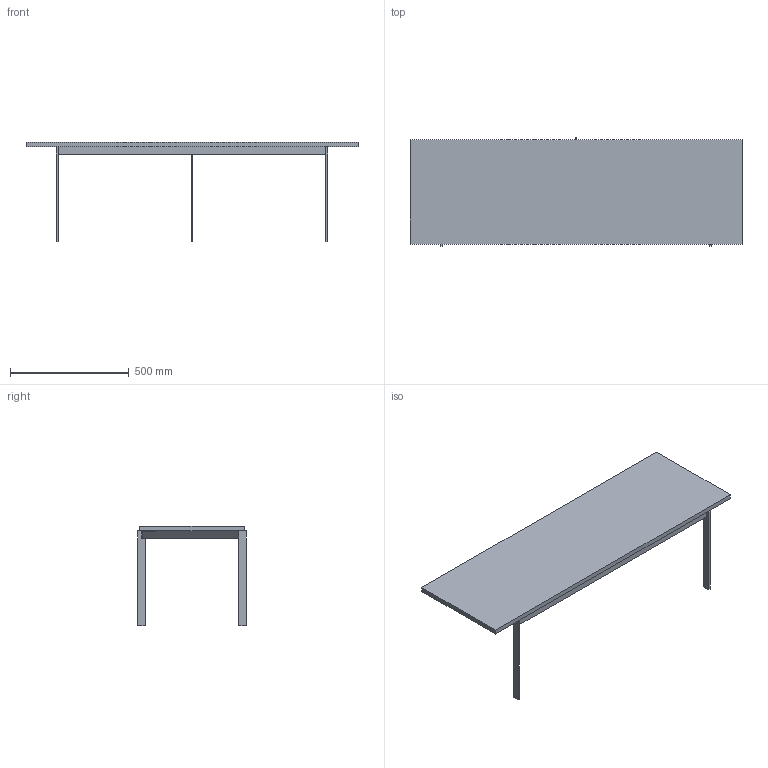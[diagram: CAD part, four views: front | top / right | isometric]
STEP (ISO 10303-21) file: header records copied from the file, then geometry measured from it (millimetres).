
FILE_DESCRIPTION(/* description */ (''),/* implementation_level */ '2;1');
FILE_NAME(/* name */ 'Plank_CB-332-140-42H_3D',/* time_stamp */ '2023-10-06T13:22:48+02:00',/* author */ (''),/* organization */ (''),/* preprocessor_version */ 'ST-DEVELOPER v16.5',/* originating_system */ 'Rhino 7.31',/* authorisation */ '');
FILE_SCHEMA (('AUTOMOTIVE_DESIGN'));
Length unit declared in the file: centimetre
Products named in the file (2): Document; Plank_CB-332-140-42H
Assembly tree (1 placements, depth 2):
  Document
    Plank_CB-332-140-42H
Bounding box: 1400 x 456 x 420 mm (x, y, z)
Volume: 12608000 mm3; surface area: 1693678.7 mm2
Topology: 4 solids, 13 shells, 56 faces, 146 edges, 104 vertices
Faces by surface type: plane 56
Entity records: 1637 total; most frequent: CARTESIAN_POINT 466, ORIENTED_EDGE 244, EDGE_CURVE 146, B_SPLINE_CURVE_WITH_KNOTS 146, VERTEX_POINT 104, DIRECTION 66, AXIS2_PLACEMENT_3D 61, ADVANCED_FACE 56
